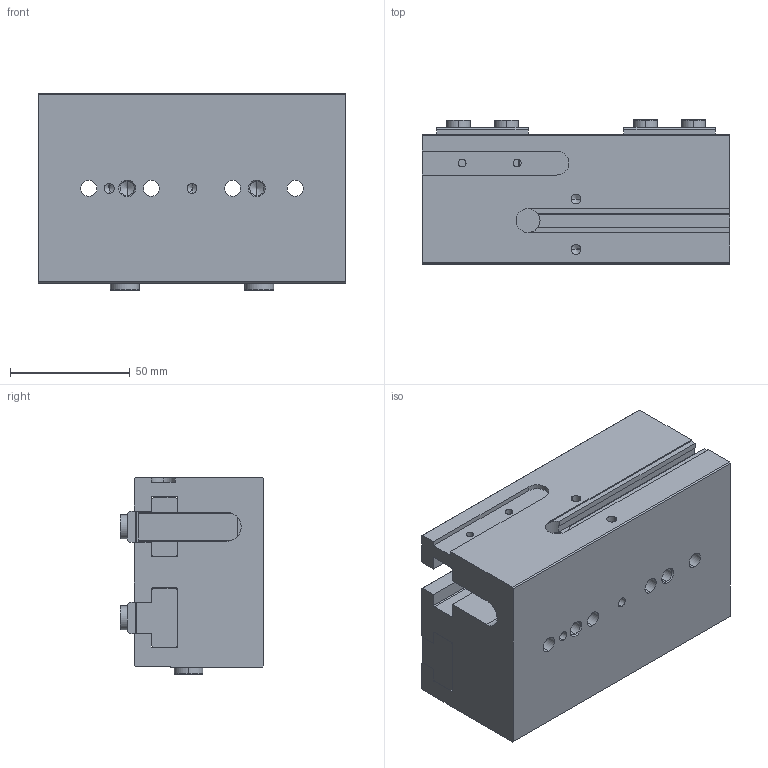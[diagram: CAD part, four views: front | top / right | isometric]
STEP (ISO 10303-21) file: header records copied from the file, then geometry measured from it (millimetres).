
FILE_DESCRIPTION (( 'STEP AP214' ), '1' );
FILE_NAME ('PLG 25-40.STEP', '2022-10-13T14:16:17', ( '' ), ( '' ), 'SwSTEP 2.0', 'SolidWorks 2022', '' );
FILE_SCHEMA (( 'AUTOMOTIVE_DESIGN' ));
Length unit declared in the file: millimetre
Products named in the file (5): Corpo_9; Boccola 12_5; PLG 25-40; Griffa_4; Boccola 10
Assembly tree (9 placements, depth 2):
  PLG 25-40
    Corpo_9
    Griffa_4  x2
    Boccola 10  x4
    Boccola 12_5  x2
Bounding box: 128 x 60 x 82 mm (x, y, z)
Volume: 461245.2 mm3; surface area: 92853.5 mm2
Topology: 9 solids, 10 shells, 312 faces, 779 edges, 486 vertices
Faces by surface type: plane 148, cylinder 100, cone 40, bspline 24
Entity records: 7675 total; most frequent: CARTESIAN_POINT 1267, DIRECTION 1163, ORIENTED_EDGE 1082, EDGE_CURVE 541, AXIS2_PLACEMENT_3D 408, VERTEX_POINT 352, LINE 347, VECTOR 347
